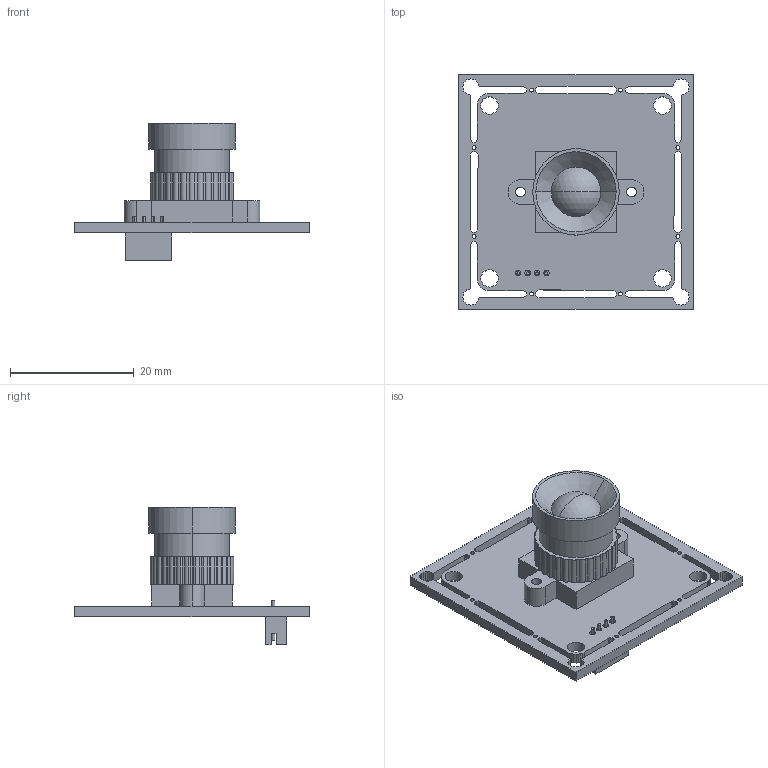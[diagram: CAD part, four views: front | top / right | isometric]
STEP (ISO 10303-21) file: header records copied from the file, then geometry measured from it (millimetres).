
FILE_DESCRIPTION (( 'STEP AP214' ), '1' );
FILE_NAME ('B0438.STEP', '2023-07-17T08:31:39', ( '' ), ( '' ), 'SwSTEP 2.0', 'SolidWorks 2021', '' );
FILE_SCHEMA (( 'AUTOMOTIVE_DESIGN' ));
Length unit declared in the file: millimetre
Products named in the file (1): B0438
Bounding box: 38 x 38 x 22.24 mm (x, y, z)
Volume: 4467.1 mm3; surface area: 4884.2 mm2
Topology: 4 solids, 4 shells, 480 faces, 1370 edges, 909 vertices
Faces by surface type: plane 342, cylinder 134, cone 2, sphere 2
Entity records: 19753 total; most frequent: CARTESIAN_POINT 2760, ORIENTED_EDGE 2740, DIRECTION 2618, EDGE_CURVE 1370, LINE 1084, VECTOR 1084, VERTEX_POINT 909, AXIS2_PLACEMENT_3D 767
